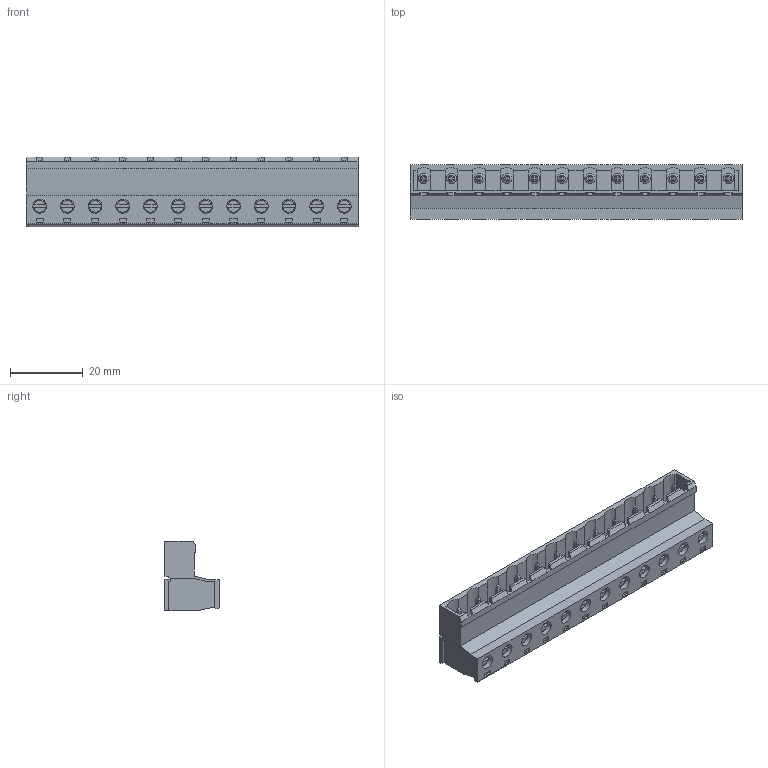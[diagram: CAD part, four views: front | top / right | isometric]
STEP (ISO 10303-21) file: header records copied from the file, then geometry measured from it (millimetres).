
FILE_DESCRIPTION( ( 'Unknown' ), '1' );
FILE_NAME( '691348400012.stp', 'Unknown', ( 'Unknown' ), ( 'Unknown' ), 'PSStep 18.0.17', 'Unknown', ' ' );
FILE_SCHEMA( ( 'AUTOMOTIVE_DESIGN { 1 0 10303 214 1 1 1 1 }' ) );
Length unit declared in the file: millimetre
Products named in the file (6): Assem1; 6913484000xx_PIN; 6913484000xx_CAGE; 6913484000xx_VIS; 691348400012; 691348400012_CAPOT
Assembly tree (38 placements, depth 2):
  Assem1
    6913484000xx_PIN  x12
    6913484000xx_CAGE  x12
    6913484000xx_VIS  x12
    691348400012
    691348400012_CAPOT
Bounding box: 91.34 x 15 x 19.2 mm (x, y, z)
Volume: 10091.4 mm3; surface area: 23409.7 mm2
Topology: 38 solids, 38 shells, 1837 faces, 4855 edges, 3165 vertices
Faces by surface type: plane 1561, cylinder 204, torus 48, cone 24
Full cylindrical faces by diameter (mm): 2.2 x12, 2.6 x12, 2.75 x12, 2.9 x24, 3.8 x24
Entity records: 49036 total; most frequent: CARTESIAN_POINT 6883, ORIENTED_EDGE 6688, DIRECTION 6136, EDGE_CURVE 3344, LINE 3130, VECTOR 3130, VERTEX_POINT 2226, EDGE_LOOP 1504
